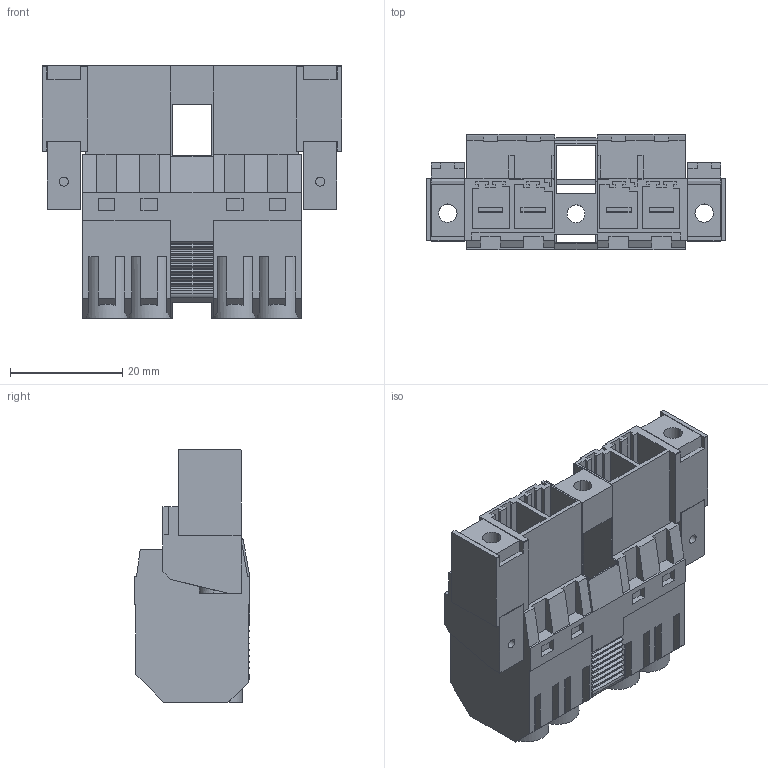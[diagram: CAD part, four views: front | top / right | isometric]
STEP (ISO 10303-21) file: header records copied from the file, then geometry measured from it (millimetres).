
FILE_DESCRIPTION(('CATIA V5 STEP Exchange','CAx-IF Rec.Pracs.--- Model Styling and Organization---1.4--- 2014-01-23'),'2;1');
FILE_NAME ('D1451934_1_1427260000_1427260000.stp','2022-11-10T09:07:24+00:00',('none'),('Weidmueller'),'CATIA Version 5-6 Release 2016 SP3 HF44','CATIA V5 STEP AP214','none');
FILE_SCHEMA(('AUTOMOTIVE_DESIGN { 1 0 10303 214 1 1 1 1 }'));
Length unit declared in the file: millimetre
Products named in the file (1): 1427260000
Bounding box: 53.35 x 20.6 x 45.01 mm (x, y, z)
Volume: 20172 mm3; surface area: 16946 mm2
Topology: 8 solids, 8 shells, 668 faces, 1863 edges, 1223 vertices
Faces by surface type: plane 588, cylinder 80
Entity records: 20130 total; most frequent: CARTESIAN_POINT 3808, ORIENTED_EDGE 3726, DIRECTION 2753, EDGE_CURVE 1863, VECTOR 1685, LINE 1685, VERTEX_POINT 1223, EDGE_LOOP 708
